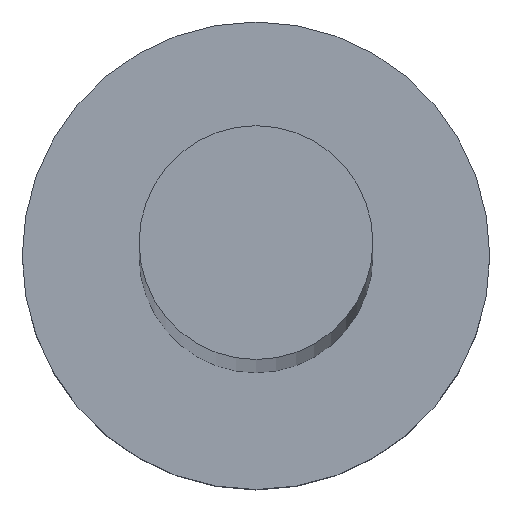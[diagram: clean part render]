
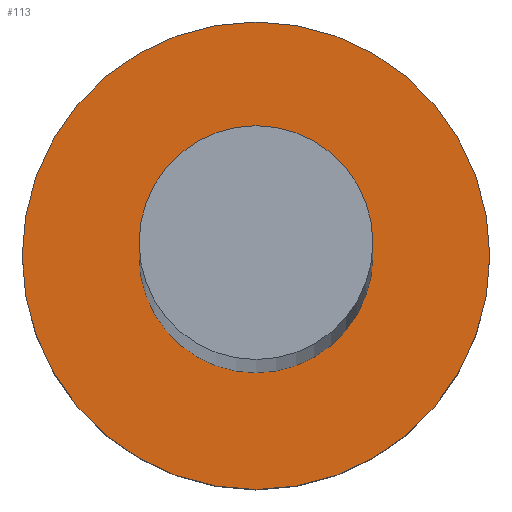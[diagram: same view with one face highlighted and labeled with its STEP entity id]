
A CAD part, top view. The second image highlights one B-rep face of the part: STEP entity #113.
In plain terms, the highlighted planar face has unit normal (0, 0, 1).
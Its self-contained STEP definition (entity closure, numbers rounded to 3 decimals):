
#15 = CIRCLE ( 'NONE', #115, 3. ) ;
#18 = ORIENTED_EDGE ( 'NONE', *, *, #210, .F. ) ;
#20 = ORIENTED_EDGE ( 'NONE', *, *, #147, .T. ) ;
#25 = DIRECTION ( 'NONE',  ( 0., 0., 1. ) ) ;
#34 = EDGE_LOOP ( 'NONE', ( #20, #121 ) ) ;
#37 = DIRECTION ( 'NONE',  ( 1., 0., 0. ) ) ;
#39 = CARTESIAN_POINT ( 'NONE',  ( -3., 0., 3. ) ) ;
#41 = CARTESIAN_POINT ( 'NONE',  ( -1.5, 0., 3. ) ) ;
#55 = EDGE_CURVE ( 'NONE', #112, #180, #15, .T. ) ;
#62 = DIRECTION ( 'NONE',  ( 0., 0., 1. ) ) ;
#66 = DIRECTION ( 'NONE',  ( 0., 0., 1. ) ) ;
#67 = AXIS2_PLACEMENT_3D ( 'NONE', #240, #66, #203 ) ;
#73 = DIRECTION ( 'NONE',  ( 0., 0., 1. ) ) ;
#82 = CARTESIAN_POINT ( 'NONE',  ( 1.5, 0., 3. ) ) ;
#99 = DIRECTION ( 'NONE',  ( 1., 0., 0. ) ) ;
#100 = EDGE_LOOP ( 'NONE', ( #18, #250 ) ) ;
#112 = VERTEX_POINT ( 'NONE', #135 ) ;
#113 = ADVANCED_FACE ( 'NONE', ( #186, #253 ), #190, .T. ) ;
#115 = AXIS2_PLACEMENT_3D ( 'NONE', #168, #73, #145 ) ;
#118 = DIRECTION ( 'NONE',  ( 1., 0., 0. ) ) ;
#120 = CIRCLE ( 'NONE', #67, 1.5 ) ;
#121 = ORIENTED_EDGE ( 'NONE', *, *, #55, .T. ) ;
#127 = CARTESIAN_POINT ( 'NONE',  ( 0., 0., 3. ) ) ;
#135 = CARTESIAN_POINT ( 'NONE',  ( 3., 0., 3. ) ) ;
#138 = VERTEX_POINT ( 'NONE', #41 ) ;
#144 = AXIS2_PLACEMENT_3D ( 'NONE', #233, #62, #118 ) ;
#145 = DIRECTION ( 'NONE',  ( 1., 0., 0. ) ) ;
#147 = EDGE_CURVE ( 'NONE', #180, #112, #189, .T. ) ;
#154 = VERTEX_POINT ( 'NONE', #82 ) ;
#160 = AXIS2_PLACEMENT_3D ( 'NONE', #218, #25, #99 ) ;
#167 = DIRECTION ( 'NONE',  ( 0., 0., 1. ) ) ;
#168 = CARTESIAN_POINT ( 'NONE',  ( 0., 0., 3. ) ) ;
#172 = AXIS2_PLACEMENT_3D ( 'NONE', #127, #167, #37 ) ;
#180 = VERTEX_POINT ( 'NONE', #39 ) ;
#186 = FACE_BOUND ( 'NONE', #100, .T. ) ;
#189 = CIRCLE ( 'NONE', #144, 3. ) ;
#190 = PLANE ( 'NONE',  #160 ) ;
#197 = EDGE_CURVE ( 'NONE', #154, #138, #120, .T. ) ;
#203 = DIRECTION ( 'NONE',  ( 1., 0., 0. ) ) ;
#210 = EDGE_CURVE ( 'NONE', #138, #154, #212, .T. ) ;
#212 = CIRCLE ( 'NONE', #172, 1.5 ) ;
#218 = CARTESIAN_POINT ( 'NONE',  ( 0., 0., 3. ) ) ;
#233 = CARTESIAN_POINT ( 'NONE',  ( 0., 0., 3. ) ) ;
#240 = CARTESIAN_POINT ( 'NONE',  ( 0., 0., 3. ) ) ;
#250 = ORIENTED_EDGE ( 'NONE', *, *, #197, .F. ) ;
#253 = FACE_OUTER_BOUND ( 'NONE', #34, .T. ) ;
